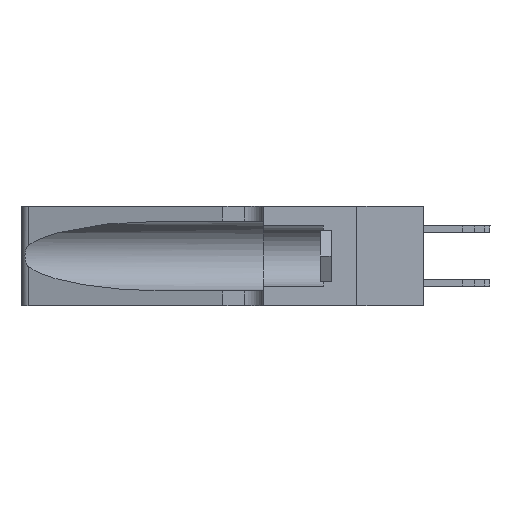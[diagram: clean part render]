
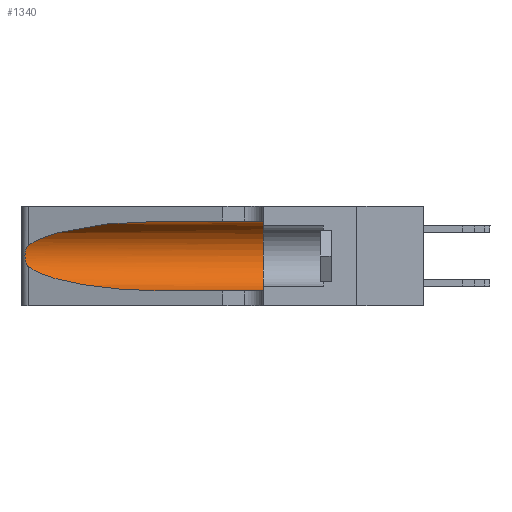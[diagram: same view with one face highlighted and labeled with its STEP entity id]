
A CAD part, left-side view. The second image highlights one B-rep face of the part: STEP entity #1340.
In plain terms, the highlighted cylindrical face has radius 3.308 mm (diameter 6.617 mm), a partial arc.
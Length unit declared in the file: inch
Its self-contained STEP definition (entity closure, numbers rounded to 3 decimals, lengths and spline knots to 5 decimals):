
#200 = CARTESIAN_POINT ( 'NONE',  ( 0.25787, 1.23484, 0.2124 ) ) ;
#337 = ORIENTED_EDGE ( 'NONE', *, *, #10086, .T. ) ;
#650 = CYLINDRICAL_SURFACE ( 'NONE', #18992, 0.13025 ) ;
#1340 = ADVANCED_FACE ( 'NONE', ( #20305 ), #650, .F. ) ;
#1444 = CARTESIAN_POINT ( 'NONE',  ( 0.26075, 1.23896, 0.19203 ) ) ;
#1517 = CARTESIAN_POINT ( 'NONE',  ( 0.26017, 1.23833, 0.17102 ) ) ;
#1533 =( BOUNDED_CURVE ( )  B_SPLINE_CURVE ( 3, ( #18579, #14205, #4225, #20649 ),
 .UNSPECIFIED., .F., .T. ) 
 B_SPLINE_CURVE_WITH_KNOTS ( ( 4, 4 ),
 ( 3.44316, 4.71239 ),
 .UNSPECIFIED. ) 
 CURVE ( )  GEOMETRIC_REPRESENTATION_ITEM ( )  RATIONAL_B_SPLINE_CURVE ( ( 1., 0.87, 0.87, 1. ) ) 
 REPRESENTATION_ITEM ( '' )  );
#1592 = CARTESIAN_POINT ( 'NONE',  ( 0.25639, 1.23184, 0.21858 ) ) ;
#2192 = CARTESIAN_POINT ( 'NONE',  ( 0.2373, 1.15595, 0.28018 ) ) ;
#2427 = VECTOR ( 'NONE', #10608, 39.37008 ) ;
#2655 = CARTESIAN_POINT ( 'NONE',  ( 0.18966, 0.96281, 0.31525 ) ) ;
#3002 = EDGE_CURVE ( 'NONE', #13613, #10785, #17660, .T. ) ;
#3349 = CARTESIAN_POINT ( 'NONE',  ( 0.25487, 1.22718, 0.14631 ) ) ;
#3635 = CARTESIAN_POINT ( 'NONE',  ( 0.1305, 0.72297, 0.31525 ) ) ;
#3909 = CARTESIAN_POINT ( 'NONE',  ( 0.1305, 1.61858, 0.31525 ) ) ;
#4035 = CARTESIAN_POINT ( 'NONE',  ( 0.1305, 0.35, 0.05475 ) ) ;
#4225 = CARTESIAN_POINT ( 'NONE',  ( 0.18966, 0.96281, 0.05475 ) ) ;
#4520 = EDGE_CURVE ( 'NONE', #10785, #9661, #4925, .T. ) ;
#4553 = CARTESIAN_POINT ( 'NONE',  ( 0.1305, 1.61858, 0.185 ) ) ;
#4925 = CIRCLE ( 'NONE', #13789, 0.13025 ) ;
#5561 = DIRECTION ( 'NONE',  ( 0., 0., 1. ) ) ;
#6083 = CARTESIAN_POINT ( 'NONE',  ( 0.25487, 1.22718, 0.22369 ) ) ;
#6253 = CARTESIAN_POINT ( 'NONE',  ( 0.25555, 1.22993, 0.14849 ) ) ;
#6306 = LINE ( 'NONE', #19037, #14601 ) ;
#6489 = EDGE_CURVE ( 'NONE', #13613, #15898, #18443, .T. ) ;
#6593 = VERTEX_POINT ( 'NONE', #17481 ) ;
#6830 = CARTESIAN_POINT ( 'NONE',  ( 0.25487, 1.22718, 0.14631 ) ) ;
#7321 = CARTESIAN_POINT ( 'NONE',  ( 0.1305, 0.35, 0.31525 ) ) ;
#8015 = CARTESIAN_POINT ( 'NONE',  ( 0.26075, 1.23896, 0.178 ) ) ;
#8200 = DIRECTION ( 'NONE',  ( 0., 1., 0. ) ) ;
#8484 = CARTESIAN_POINT ( 'NONE',  ( 0.25854, 1.2359, 0.20912 ) ) ;
#8681 = ORIENTED_EDGE ( 'NONE', *, *, #6489, .T. ) ;
#9224 = ORIENTED_EDGE ( 'NONE', *, *, #19695, .T. ) ;
#9522 = CARTESIAN_POINT ( 'NONE',  ( 0.1305, 0.35, 0.185 ) ) ;
#9661 = VERTEX_POINT ( 'NONE', #4035 ) ;
#10086 = EDGE_CURVE ( 'NONE', #6593, #9661, #6306, .T. ) ;
#10608 = DIRECTION ( 'NONE',  ( 0., -1., 0. ) ) ;
#10785 = VERTEX_POINT ( 'NONE', #7321 ) ;
#10828 = B_SPLINE_CURVE_WITH_KNOTS ( 'NONE', 3,
 ( #13265, #21287, #1592, #200, #8484, #16724, #1444, #8015, #1517, #12998, #21249, #21320, #6253, #6830 ),
 .UNSPECIFIED., .F., .F.,
 ( 4, 2, 2, 2, 2, 2, 4 ),
 ( 0., 0.00027, 0.00053, 0.00107, 0.0016, 0.00187, 0.00214 ),
 .UNSPECIFIED. ) ;
#11172 = ORIENTED_EDGE ( 'NONE', *, *, #3002, .F. ) ;
#11770 = DIRECTION ( 'NONE',  ( 0., -1., 0. ) ) ;
#12964 = ORIENTED_EDGE ( 'NONE', *, *, #4520, .F. ) ;
#12998 = CARTESIAN_POINT ( 'NONE',  ( 0.25856, 1.23593, 0.16098 ) ) ;
#13265 = CARTESIAN_POINT ( 'NONE',  ( 0.25487, 1.22718, 0.22369 ) ) ;
#13432 = DIRECTION ( 'NONE',  ( 0., 0., -1. ) ) ;
#13613 = VERTEX_POINT ( 'NONE', #3635 ) ;
#13752 = CARTESIAN_POINT ( 'NONE',  ( 0.25487, 1.22718, 0.22369 ) ) ;
#13789 = AXIS2_PLACEMENT_3D ( 'NONE', #9522, #8200, #5561 ) ;
#13981 = VERTEX_POINT ( 'NONE', #3349 ) ;
#14177 = EDGE_CURVE ( 'NONE', #15898, #13981, #10828, .T. ) ;
#14205 = CARTESIAN_POINT ( 'NONE',  ( 0.2373, 1.15595, 0.08982 ) ) ;
#14412 = CARTESIAN_POINT ( 'NONE',  ( 0.1305, 0.72297, 0.31525 ) ) ;
#14601 = VECTOR ( 'NONE', #15630, 39.37008 ) ;
#14962 = ORIENTED_EDGE ( 'NONE', *, *, #14177, .T. ) ;
#15630 = DIRECTION ( 'NONE',  ( 0., -1., 0. ) ) ;
#15898 = VERTEX_POINT ( 'NONE', #6083 ) ;
#16724 = CARTESIAN_POINT ( 'NONE',  ( 0.26018, 1.23835, 0.19895 ) ) ;
#17481 = CARTESIAN_POINT ( 'NONE',  ( 0.1305, 0.72297, 0.05475 ) ) ;
#17660 = LINE ( 'NONE', #3909, #2427 ) ;
#18443 =( BOUNDED_CURVE ( )  B_SPLINE_CURVE ( 3, ( #14412, #2655, #2192, #13752 ),
 .UNSPECIFIED., .F., .T. ) 
 B_SPLINE_CURVE_WITH_KNOTS ( ( 4, 4 ),
 ( 1.5708, 2.84003 ),
 .UNSPECIFIED. ) 
 CURVE ( )  GEOMETRIC_REPRESENTATION_ITEM ( )  RATIONAL_B_SPLINE_CURVE ( ( 1., 0.87, 0.87, 1. ) ) 
 REPRESENTATION_ITEM ( '' )  );
#18579 = CARTESIAN_POINT ( 'NONE',  ( 0.25487, 1.22718, 0.14631 ) ) ;
#18992 = AXIS2_PLACEMENT_3D ( 'NONE', #4553, #11770, #13432 ) ;
#19037 = CARTESIAN_POINT ( 'NONE',  ( 0.1305, 1.61858, 0.05475 ) ) ;
#19695 = EDGE_CURVE ( 'NONE', #13981, #6593, #1533, .T. ) ;
#20305 = FACE_OUTER_BOUND ( 'NONE', #21296, .T. ) ;
#20649 = CARTESIAN_POINT ( 'NONE',  ( 0.1305, 0.72297, 0.05475 ) ) ;
#21249 = CARTESIAN_POINT ( 'NONE',  ( 0.25789, 1.23486, 0.15765 ) ) ;
#21287 = CARTESIAN_POINT ( 'NONE',  ( 0.25555, 1.22994, 0.2215 ) ) ;
#21296 = EDGE_LOOP ( 'NONE', ( #8681, #14962, #9224, #337, #12964, #11172 ) ) ;
#21320 = CARTESIAN_POINT ( 'NONE',  ( 0.25639, 1.23186, 0.15144 ) ) ;
